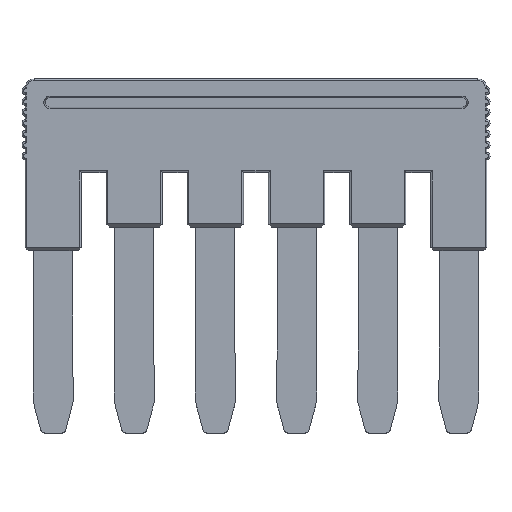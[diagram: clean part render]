
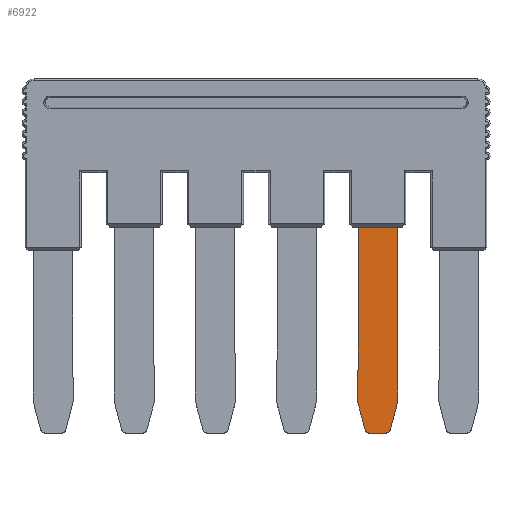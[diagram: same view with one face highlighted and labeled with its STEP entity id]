
A CAD part, top view. The second image highlights one B-rep face of the part: STEP entity #6922.
In plain terms, the highlighted planar face has unit normal (0, 0, 1).
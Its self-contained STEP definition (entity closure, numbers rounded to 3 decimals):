
#813=DIRECTION('',(-1.,0.,0.));
#814=VECTOR('',#813,2.5);
#815=CARTESIAN_POINT('',(19.45,-3.5,1.05));
#816=LINE('',#815,#814);
#2371=DIRECTION('',(-0.01,1.,0.));
#2372=VECTOR('',#2371,3.);
#2373=CARTESIAN_POINT('',(19.48,-14.2,1.05));
#2374=LINE('',#2373,#2372);
#2375=DIRECTION('',(0.,1.,0.));
#2376=VECTOR('',#2375,0.5);
#2377=CARTESIAN_POINT('',(19.48,-14.7,1.05));
#2378=LINE('',#2377,#2376);
#2379=DIRECTION('',(0.256,0.967,0.));
#2380=VECTOR('',#2379,1.838);
#2381=CARTESIAN_POINT('',(19.009,-16.477,1.05));
#2382=LINE('',#2381,#2380);
#2383=CARTESIAN_POINT('',(18.719,-16.4,1.05));
#2384=DIRECTION('',(0.,0.,1.));
#2385=DIRECTION('',(0.,-1.,0.));
#2386=AXIS2_PLACEMENT_3D('',#2383,#2384,#2385);
#2388=DIRECTION('',(1.,0.,0.));
#2389=VECTOR('',#2388,1.038);
#2390=CARTESIAN_POINT('',(17.681,-16.7,1.05));
#2391=LINE('',#2390,#2389);
#2392=CARTESIAN_POINT('',(17.681,-16.4,1.05));
#2393=DIRECTION('',(0.,0.,1.));
#2394=DIRECTION('',(-0.967,-0.256,0.));
#2395=AXIS2_PLACEMENT_3D('',#2392,#2393,#2394);
#2397=DIRECTION('',(0.256,-0.967,0.));
#2398=VECTOR('',#2397,1.838);
#2399=CARTESIAN_POINT('',(16.92,-14.7,1.05));
#2400=LINE('',#2399,#2398);
#2401=DIRECTION('',(0.,-1.,0.));
#2402=VECTOR('',#2401,0.5);
#2403=CARTESIAN_POINT('',(16.92,-14.2,1.05));
#2404=LINE('',#2403,#2402);
#2603=DIRECTION('',(0.,1.,0.));
#2604=VECTOR('',#2603,7.7);
#2605=CARTESIAN_POINT('',(19.45,-11.2,1.05));
#2606=LINE('',#2605,#2604);
#2655=DIRECTION('',(-0.012,-1.,0.));
#2656=VECTOR('',#2655,2.5);
#2657=CARTESIAN_POINT('',(16.95,-11.7,1.05));
#2658=LINE('',#2657,#2656);
#2667=DIRECTION('',(0.,-1.,0.));
#2668=VECTOR('',#2667,8.2);
#2669=CARTESIAN_POINT('',(16.95,-3.5,1.05));
#2670=LINE('',#2669,#2668);
#3801=CARTESIAN_POINT('',(16.92,-14.2,1.05));
#3802=CARTESIAN_POINT('',(16.92,-14.7,1.05));
#3803=VERTEX_POINT('',#3801);
#3804=VERTEX_POINT('',#3802);
#3805=CARTESIAN_POINT('',(17.391,-16.477,1.05));
#3806=VERTEX_POINT('',#3805);
#3807=CARTESIAN_POINT('',(17.681,-16.7,1.05));
#3808=VERTEX_POINT('',#3807);
#3809=CARTESIAN_POINT('',(18.719,-16.7,1.05));
#3810=VERTEX_POINT('',#3809);
#3811=CARTESIAN_POINT('',(19.009,-16.477,1.05));
#3812=VERTEX_POINT('',#3811);
#3813=CARTESIAN_POINT('',(19.48,-14.7,1.05));
#3814=VERTEX_POINT('',#3813);
#3815=CARTESIAN_POINT('',(19.48,-14.2,1.05));
#3816=VERTEX_POINT('',#3815);
#3817=CARTESIAN_POINT('',(19.45,-11.2,1.05));
#3818=VERTEX_POINT('',#3817);
#3869=CARTESIAN_POINT('',(19.45,-3.5,1.05));
#3870=CARTESIAN_POINT('',(16.95,-3.5,1.05));
#3871=VERTEX_POINT('',#3869);
#3872=VERTEX_POINT('',#3870);
#3893=CARTESIAN_POINT('',(16.95,-11.7,1.05));
#3894=VERTEX_POINT('',#3893);
#6892=CARTESIAN_POINT('',(0.,0.,1.05));
#6893=DIRECTION('',(0.,0.,1.));
#6894=DIRECTION('',(1.,0.,0.));
#6895=AXIS2_PLACEMENT_3D('',#6892,#6893,#6894);
#6896=PLANE('',#6895);
#6897=ORIENTED_EDGE('',*,*,#4885,.F.);
#6899=ORIENTED_EDGE('',*,*,#6898,.F.);
#6901=ORIENTED_EDGE('',*,*,#6900,.F.);
#6903=ORIENTED_EDGE('',*,*,#6902,.F.);
#6905=ORIENTED_EDGE('',*,*,#6904,.F.);
#6907=ORIENTED_EDGE('',*,*,#6906,.F.);
#6909=ORIENTED_EDGE('',*,*,#6908,.F.);
#6911=ORIENTED_EDGE('',*,*,#6910,.F.);
#6913=ORIENTED_EDGE('',*,*,#6912,.F.);
#6915=ORIENTED_EDGE('',*,*,#6914,.F.);
#6917=ORIENTED_EDGE('',*,*,#6916,.F.);
#6919=ORIENTED_EDGE('',*,*,#6918,.F.);
#6920=EDGE_LOOP('',(#6897,#6899,#6901,#6903,#6905,#6907,#6909,#6911,#6913,#6915,
#6917,#6919));
#6921=FACE_OUTER_BOUND('',#6920,.F.);
#6922=ADVANCED_FACE('',(#6921),#6896,.T.);
#2387=CIRCLE('',#2386,0.3);
#2396=CIRCLE('',#2395,0.3);
#4885=EDGE_CURVE('',#3871,#3872,#816,.T.);
#6898=EDGE_CURVE('',#3818,#3871,#2606,.T.);
#6900=EDGE_CURVE('',#3816,#3818,#2374,.T.);
#6902=EDGE_CURVE('',#3814,#3816,#2378,.T.);
#6904=EDGE_CURVE('',#3812,#3814,#2382,.T.);
#6906=EDGE_CURVE('',#3810,#3812,#2387,.T.);
#6908=EDGE_CURVE('',#3808,#3810,#2391,.T.);
#6910=EDGE_CURVE('',#3806,#3808,#2396,.T.);
#6912=EDGE_CURVE('',#3804,#3806,#2400,.T.);
#6914=EDGE_CURVE('',#3803,#3804,#2404,.T.);
#6916=EDGE_CURVE('',#3894,#3803,#2658,.T.);
#6918=EDGE_CURVE('',#3872,#3894,#2670,.T.);
